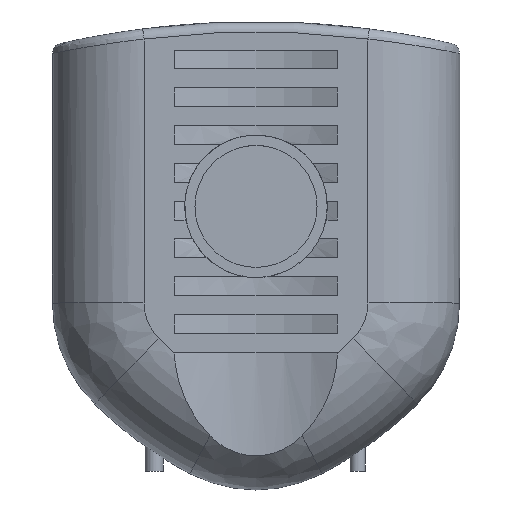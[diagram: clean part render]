
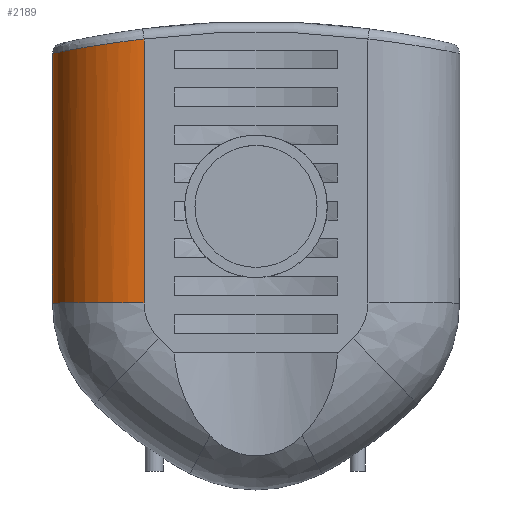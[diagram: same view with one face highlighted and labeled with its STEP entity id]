
A CAD part, top view. The second image highlights one B-rep face of the part: STEP entity #2189.
In plain terms, the highlighted cylindrical face has radius 23.85 mm (diameter 47.7 mm), a partial arc.
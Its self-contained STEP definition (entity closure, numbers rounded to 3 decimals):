
#99=LINE('',#3802,#237);
#164=LINE('',#4334,#302);
#237=VECTOR('',#2801,68.719);
#302=VECTOR('',#3056,64.975);
#346=B_SPLINE_CURVE_WITH_KNOTS('',3,(#4256,#4257,#4258,#4259,#4260,#4261,
#4262),.UNSPECIFIED.,.F.,.F.,(4,1,1,1,4),(-3.354,-2.396,
-1.917,-0.958,0.),
 .UNSPECIFIED.);
#568=FACE_OUTER_BOUND('',#730,.T.);
#730=EDGE_LOOP('',(#1972,#1973,#1974,#1975));
#868=CIRCLE('',#2445,23.85);
#993=VERTEX_POINT('',#3799);
#994=VERTEX_POINT('',#3801);
#1071=VERTEX_POINT('',#4254);
#1076=VERTEX_POINT('',#4332);
#1244=EDGE_CURVE('',#994,#993,#99,.T.);
#1365=EDGE_CURVE('',#1071,#993,#346,.T.);
#1376=EDGE_CURVE('',#1071,#1076,#164,.T.);
#1384=EDGE_CURVE('',#1076,#994,#868,.T.);
#1972=ORIENTED_EDGE('',*,*,#1365,.F.);
#1973=ORIENTED_EDGE('',*,*,#1376,.T.);
#1974=ORIENTED_EDGE('',*,*,#1384,.T.);
#1975=ORIENTED_EDGE('',*,*,#1244,.T.);
#2059=CYLINDRICAL_SURFACE('',#2444,23.85);
#2189=ADVANCED_FACE('',(#568),#2059,.T.);
#2444=AXIS2_PLACEMENT_3D('',#4366,#3078,#3079);
#2445=AXIS2_PLACEMENT_3D('',#4367,#3080,#3081);
#2801=DIRECTION('',(0.,1.,0.));
#3056=DIRECTION('',(0.,-1.,0.));
#3078=DIRECTION('center_axis',(0.,-1.,0.));
#3079=DIRECTION('ref_axis',(-0.707,0.,0.707));
#3080=DIRECTION('center_axis',(0.,1.,0.));
#3081=DIRECTION('ref_axis',(-1.,0.,0.));
#3799=CARTESIAN_POINT('',(-29.15,93.885,26.5));
#3801=CARTESIAN_POINT('',(-29.15,25.166,26.5));
#3802=CARTESIAN_POINT('',(-29.15,68.038,26.5));
#4254=CARTESIAN_POINT('',(-53.,90.141,2.65));
#4256=CARTESIAN_POINT('Ctrl Pts',(-53.,90.141,2.65));
#4257=CARTESIAN_POINT('Ctrl Pts',(-53.,90.141,6.244));
#4258=CARTESIAN_POINT('Ctrl Pts',(-51.754,90.397,11.625));
#4259=CARTESIAN_POINT('Ctrl Pts',(-46.949,91.302,19.22));
#4260=CARTESIAN_POINT('Ctrl Pts',(-39.82,92.523,24.879));
#4261=CARTESIAN_POINT('Ctrl Pts',(-32.715,93.478,26.5));
#4262=CARTESIAN_POINT('Ctrl Pts',(-29.15,93.885,26.5));
#4332=CARTESIAN_POINT('',(-53.,25.166,2.65));
#4334=CARTESIAN_POINT('',(-53.,68.038,2.65));
#4366=CARTESIAN_POINT('Origin',(-29.15,68.038,2.65));
#4367=CARTESIAN_POINT('Origin',(-29.15,25.166,2.65));
